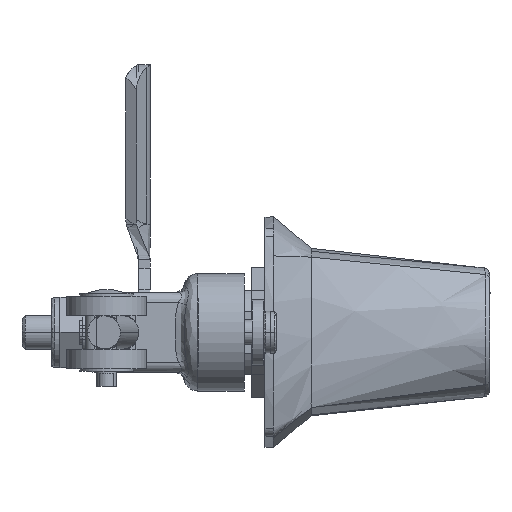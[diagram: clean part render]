
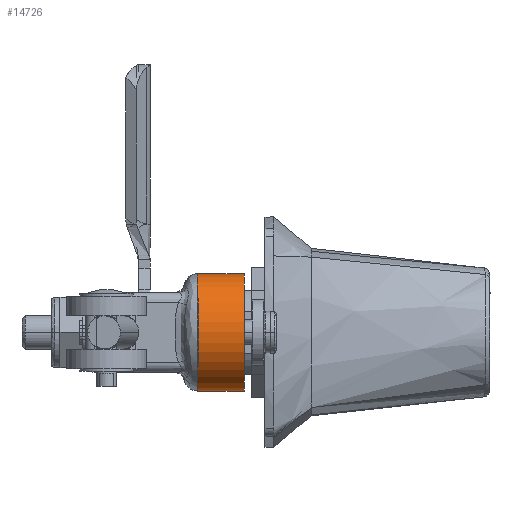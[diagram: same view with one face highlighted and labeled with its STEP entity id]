
A CAD part, front view. The second image highlights one B-rep face of the part: STEP entity #14726.
In plain terms, the highlighted cylindrical face has radius 14 mm (diameter 28 mm), a partial arc.
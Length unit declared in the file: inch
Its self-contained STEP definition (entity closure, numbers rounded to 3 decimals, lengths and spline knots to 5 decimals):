
#4226 = EDGE_CURVE ( 'NONE', #16991, #11504, #31041, .T. ) ;
#4920 = EDGE_CURVE ( 'NONE', #30033, #16991, #31262, .T. ) ;
#5136 = DIRECTION ( 'NONE',  ( 0., -1., 0. ) ) ;
#7538 = ORIENTED_EDGE ( 'NONE', *, *, #4920, .T. ) ;
#8124 = DIRECTION ( 'NONE',  ( 0., -1., 0. ) ) ;
#8151 = CIRCLE ( 'NONE', #32668, 0.55118 ) ;
#8255 = DIRECTION ( 'NONE',  ( -1., 0., 0. ) ) ;
#9141 = VECTOR ( 'NONE', #12547, 39.37008 ) ;
#9636 = VECTOR ( 'NONE', #24287, 39.37008 ) ;
#10898 = AXIS2_PLACEMENT_3D ( 'NONE', #21897, #8124, #8255 ) ;
#11471 = EDGE_CURVE ( 'NONE', #11504, #17256, #8151, .T. ) ;
#11504 = VERTEX_POINT ( 'NONE', #18287 ) ;
#12437 = DIRECTION ( 'NONE',  ( 0., 1., 0. ) ) ;
#12547 = DIRECTION ( 'NONE',  ( 0., -1., 0. ) ) ;
#13151 = CARTESIAN_POINT ( 'NONE',  ( -3.82171, -19.08702, 50.32393 ) ) ;
#14726 = ADVANCED_FACE ( 'NONE', ( #25840 ), #27143, .T. ) ;
#15291 = DIRECTION ( 'NONE',  ( -1., 0., 0. ) ) ;
#16360 = ORIENTED_EDGE ( 'NONE', *, *, #11471, .T. ) ;
#16991 = VERTEX_POINT ( 'NONE', #33570 ) ;
#17256 = VERTEX_POINT ( 'NONE', #18671 ) ;
#18287 = CARTESIAN_POINT ( 'NONE',  ( -4.92407, -19.08702, 50.32393 ) ) ;
#18506 = EDGE_LOOP ( 'NONE', ( #22751, #7538, #27960, #16360 ) ) ;
#18533 = CARTESIAN_POINT ( 'NONE',  ( -3.82171, -18.64602, 50.32393 ) ) ;
#18671 = CARTESIAN_POINT ( 'NONE',  ( -3.82171, -19.08702, 50.32393 ) ) ;
#21897 = CARTESIAN_POINT ( 'NONE',  ( -4.37289, -18.64602, 50.32393 ) ) ;
#22751 = ORIENTED_EDGE ( 'NONE', *, *, #25423, .F. ) ;
#24287 = DIRECTION ( 'NONE',  ( 0., -1., 0. ) ) ;
#25386 = AXIS2_PLACEMENT_3D ( 'NONE', #34857, #5136, #26600 ) ;
#25423 = EDGE_CURVE ( 'NONE', #30033, #17256, #32362, .T. ) ;
#25840 = FACE_OUTER_BOUND ( 'NONE', #18506, .T. ) ;
#26600 = DIRECTION ( 'NONE',  ( -1., 0., 0. ) ) ;
#27143 = CYLINDRICAL_SURFACE ( 'NONE', #25386, 0.55118 ) ;
#27960 = ORIENTED_EDGE ( 'NONE', *, *, #4226, .T. ) ;
#30033 = VERTEX_POINT ( 'NONE', #18533 ) ;
#31041 = LINE ( 'NONE', #34572, #9141 ) ;
#31262 = CIRCLE ( 'NONE', #10898, 0.55118 ) ;
#32362 = LINE ( 'NONE', #13151, #9636 ) ;
#32668 = AXIS2_PLACEMENT_3D ( 'NONE', #34456, #12437, #15291 ) ;
#33570 = CARTESIAN_POINT ( 'NONE',  ( -4.92407, -18.64602, 50.32393 ) ) ;
#34456 = CARTESIAN_POINT ( 'NONE',  ( -4.37289, -19.08702, 50.32393 ) ) ;
#34572 = CARTESIAN_POINT ( 'NONE',  ( -4.92407, -19.08702, 50.32393 ) ) ;
#34857 = CARTESIAN_POINT ( 'NONE',  ( -4.37289, -19.08702, 50.32393 ) ) ;
